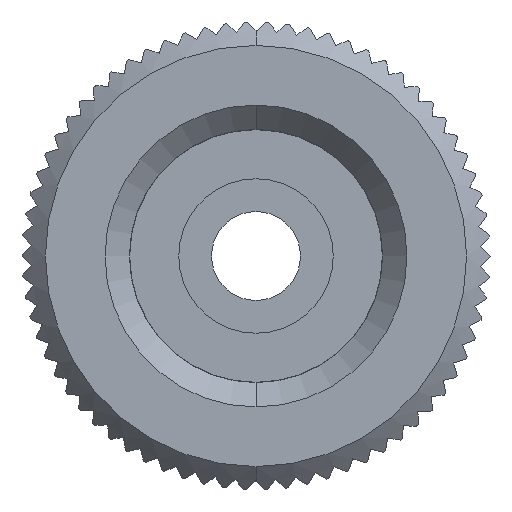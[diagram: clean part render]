
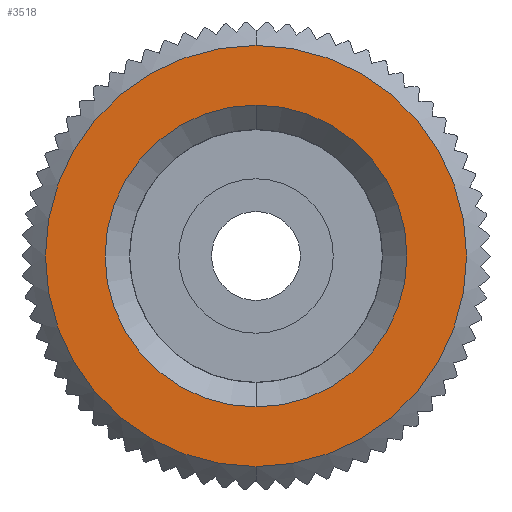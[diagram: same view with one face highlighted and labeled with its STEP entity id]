
A CAD part, front view. The second image highlights one B-rep face of the part: STEP entity #3518.
In plain terms, the highlighted planar face has unit normal (0, -1, 0).
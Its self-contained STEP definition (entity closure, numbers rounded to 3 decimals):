
#630 = CARTESIAN_POINT ( 'NONE',  ( 0., 0., 0. ) ) ;
#1060 = AXIS2_PLACEMENT_3D ( 'NONE', #12169, #13367, #6217 ) ;
#1274 = ORIENTED_EDGE ( 'NONE', *, *, #7205, .T. ) ;
#1707 = DIRECTION ( 'NONE',  ( 0., 0., 1. ) ) ;
#1995 = VERTEX_POINT ( 'NONE', #8262 ) ;
#2794 = DIRECTION ( 'NONE',  ( 0., -1., 0. ) ) ;
#2940 = DIRECTION ( 'NONE',  ( 0., -1., 0. ) ) ;
#2977 = VERTEX_POINT ( 'NONE', #8819 ) ;
#3020 = EDGE_LOOP ( 'NONE', ( #9506, #6347 ) ) ;
#3518 = ADVANCED_FACE ( 'NONE', ( #9078, #4410 ), #5236, .F. ) ;
#4106 = DIRECTION ( 'NONE',  ( 0., -1., 0. ) ) ;
#4410 = FACE_OUTER_BOUND ( 'NONE', #5350, .T. ) ;
#4767 = AXIS2_PLACEMENT_3D ( 'NONE', #630, #2940, #5186 ) ;
#5036 = CARTESIAN_POINT ( 'NONE',  ( 0., 0., 0. ) ) ;
#5186 = DIRECTION ( 'NONE',  ( 0., 0., 1. ) ) ;
#5211 = CARTESIAN_POINT ( 'NONE',  ( 0., 0., 0. ) ) ;
#5236 = PLANE ( 'NONE',  #9445 ) ;
#5350 = EDGE_LOOP ( 'NONE', ( #8556, #1274 ) ) ;
#6217 = DIRECTION ( 'NONE',  ( 0., 0., -1. ) ) ;
#6347 = ORIENTED_EDGE ( 'NONE', *, *, #7740, .F. ) ;
#6389 = DIRECTION ( 'NONE',  ( 0., 1., 0. ) ) ;
#6441 = DIRECTION ( 'NONE',  ( 0., 0., -1. ) ) ;
#7048 = CIRCLE ( 'NONE', #14375, 3.226 ) ;
#7182 = EDGE_CURVE ( 'NONE', #2977, #13224, #7048, .T. ) ;
#7205 = EDGE_CURVE ( 'NONE', #12340, #1995, #12857, .T. ) ;
#7740 = EDGE_CURVE ( 'NONE', #13224, #2977, #14866, .T. ) ;
#7892 = CIRCLE ( 'NONE', #15278, 4.5 ) ;
#8262 = CARTESIAN_POINT ( 'NONE',  ( 0., 0., 4.5 ) ) ;
#8556 = ORIENTED_EDGE ( 'NONE', *, *, #14722, .T. ) ;
#8819 = CARTESIAN_POINT ( 'NONE',  ( 0., 0., -3.226 ) ) ;
#9078 = FACE_BOUND ( 'NONE', #3020, .T. ) ;
#9445 = AXIS2_PLACEMENT_3D ( 'NONE', #12349, #6389, #1707 ) ;
#9506 = ORIENTED_EDGE ( 'NONE', *, *, #7182, .F. ) ;
#9540 = CARTESIAN_POINT ( 'NONE',  ( 0., 0., -4.5 ) ) ;
#12169 = CARTESIAN_POINT ( 'NONE',  ( 0., 0., 0. ) ) ;
#12340 = VERTEX_POINT ( 'NONE', #9540 ) ;
#12349 = CARTESIAN_POINT ( 'NONE',  ( -1.65, 0., 0. ) ) ;
#12465 = DIRECTION ( 'NONE',  ( 0., 0., 1. ) ) ;
#12857 = CIRCLE ( 'NONE', #4767, 4.5 ) ;
#13224 = VERTEX_POINT ( 'NONE', #15134 ) ;
#13367 = DIRECTION ( 'NONE',  ( 0., -1., 0. ) ) ;
#14375 = AXIS2_PLACEMENT_3D ( 'NONE', #5036, #2794, #6441 ) ;
#14722 = EDGE_CURVE ( 'NONE', #1995, #12340, #7892, .T. ) ;
#14866 = CIRCLE ( 'NONE', #1060, 3.226 ) ;
#15134 = CARTESIAN_POINT ( 'NONE',  ( 0., 0., 3.226 ) ) ;
#15278 = AXIS2_PLACEMENT_3D ( 'NONE', #5211, #4106, #12465 ) ;
